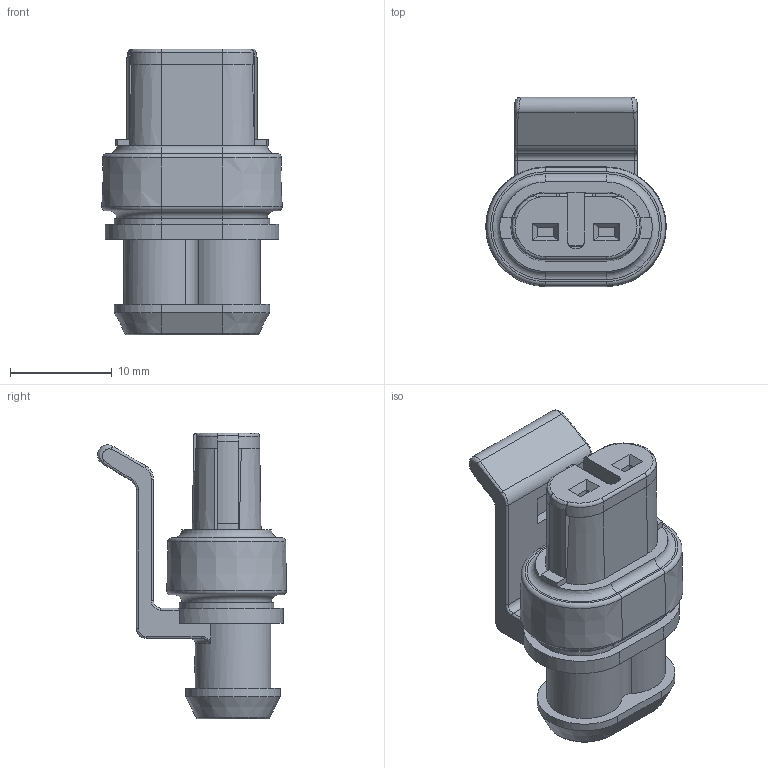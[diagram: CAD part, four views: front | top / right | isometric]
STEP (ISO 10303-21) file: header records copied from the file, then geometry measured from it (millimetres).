
FILE_DESCRIPTION((''),'2;1');
FILE_NAME('C-282080-1','2015-10-28T',('workeradm'),('Tyco Electronics Ltd.'),'CREO PARAMETRIC BY PTC INC, 2015200','CREO PARAMETRIC BY PTC INC, 2015200','');
FILE_SCHEMA(('AUTOMOTIVE_DESIGN { 1 0 10303 214 1 1 1 1 }'));
Length unit declared in the file: millimetre
Products named in the file (1): C-282080-1
Bounding box: 17.76 x 18.57 x 28.1 mm (x, y, z)
Volume: 3360.8 mm3; surface area: 2552 mm2
Topology: 1 solids, 1 shells, 283 faces, 748 edges, 472 vertices
Faces by surface type: plane 165, cylinder 69, torus 24, cone 12, bspline 11, sphere 2
Entity records: 12326 total; most frequent: CARTESIAN_POINT 5226, ORIENTED_EDGE 1496, DIRECTION 1453, EDGE_CURVE 748, VECTOR 487, LINE 487, AXIS2_PLACEMENT_3D 483, VERTEX_POINT 472
